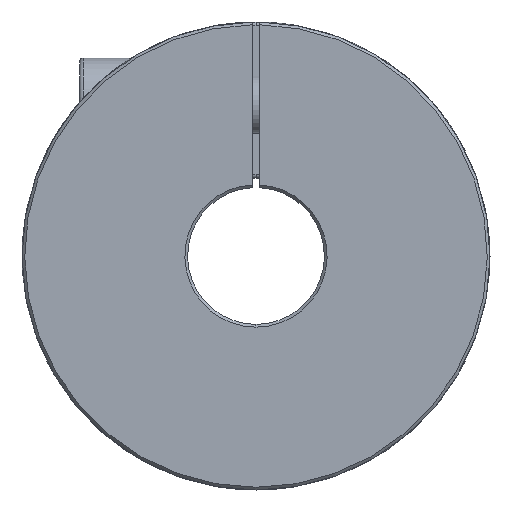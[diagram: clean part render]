
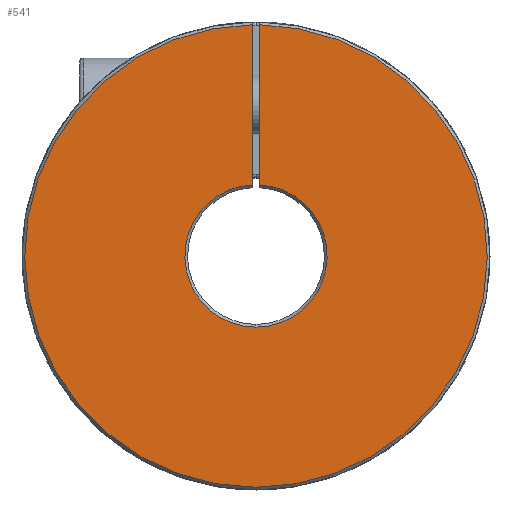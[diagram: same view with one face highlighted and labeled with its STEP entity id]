
A CAD part, left-side view. The second image highlights one B-rep face of the part: STEP entity #541.
In plain terms, the highlighted planar face has unit normal (-1, 0, 0).
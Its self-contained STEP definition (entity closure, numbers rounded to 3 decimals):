
#541 = ADVANCED_FACE ( 'NONE', ( #4201 ), #5417, .T. ) ;
#940 = EDGE_CURVE ( 'NONE', #2374, #2375, #6498, .T. ) ;
#1447 = EDGE_CURVE ( 'NONE', #2415, #2416, #7618, .T. ) ;
#1450 = EDGE_CURVE ( 'NONE', #2415, #2374, #7629, .T. ) ;
#1451 = EDGE_CURVE ( 'NONE', #2414, #2416, #7631, .T. ) ;
#1452 = EDGE_CURVE ( 'NONE', #2375, #2414, #7614, .T. ) ;
#2309 = EDGE_LOOP ( 'NONE', ( #2656, #2657, #2658, #2659, #2660 ) ) ;
#2374 = VERTEX_POINT ( 'NONE', #9218 ) ;
#2375 = VERTEX_POINT ( 'NONE', #9219 ) ;
#2414 = VERTEX_POINT ( 'NONE', #9257 ) ;
#2415 = VERTEX_POINT ( 'NONE', #9258 ) ;
#2416 = VERTEX_POINT ( 'NONE', #9259 ) ;
#2656 = ORIENTED_EDGE ( 'NONE', *, *, #1452, .F. ) ;
#2657 = ORIENTED_EDGE ( 'NONE', *, *, #940, .F. ) ;
#2658 = ORIENTED_EDGE ( 'NONE', *, *, #1450, .F. ) ;
#2659 = ORIENTED_EDGE ( 'NONE', *, *, #1447, .T. ) ;
#2660 = ORIENTED_EDGE ( 'NONE', *, *, #1451, .F. ) ;
#4201 = FACE_OUTER_BOUND ( 'NONE', #2309, .T. ) ;
#5416 = CARTESIAN_POINT ( 'NONE',  ( -45., 0., 0. ) ) ;
#5417 = PLANE ( 'NONE',  #5503 ) ;
#5422 = DIRECTION ( 'NONE',  ( -1., 0., 0. ) ) ;
#5423 = DIRECTION ( 'NONE',  ( 0., 0., -1. ) ) ;
#5503 = AXIS2_PLACEMENT_3D ( 'NONE', #5416, #5422, #5423 ) ;
#5693 = AXIS2_PLACEMENT_3D ( 'NONE', #7279, #7280, #7281 ) ;
#5733 = AXIS2_PLACEMENT_3D ( 'NONE', #8203, #8205, #8206 ) ;
#5735 = AXIS2_PLACEMENT_3D ( 'NONE', #8200, #8201, #8202 ) ;
#6498 = CIRCLE ( 'NONE', #5693, 9.881 ) ;
#7279 = CARTESIAN_POINT ( 'NONE',  ( -45., 0., 0. ) ) ;
#7280 = DIRECTION ( 'NONE',  ( -1., 0., 0. ) ) ;
#7281 = DIRECTION ( 'NONE',  ( 0., 0., -1. ) ) ;
#7614 = LINE ( 'NONE', #8207, #7620 ) ;
#7616 = VECTOR ( 'NONE', #8195, 1000. ) ;
#7618 = LINE ( 'NONE', #8194, #7616 ) ;
#7620 = VECTOR ( 'NONE', #8208, 1000. ) ;
#7629 = CIRCLE ( 'NONE', #5735, 9.881 ) ;
#7631 = CIRCLE ( 'NONE', #5733, 32.119 ) ;
#8194 = CARTESIAN_POINT ( 'NONE',  ( -45., 0.5, 0. ) ) ;
#8195 = DIRECTION ( 'NONE',  ( 0., 0., 1. ) ) ;
#8200 = CARTESIAN_POINT ( 'NONE',  ( -45., 0., 0. ) ) ;
#8201 = DIRECTION ( 'NONE',  ( -1., 0., 0. ) ) ;
#8202 = DIRECTION ( 'NONE',  ( 0., 0., -1. ) ) ;
#8203 = CARTESIAN_POINT ( 'NONE',  ( -45., 0., 0. ) ) ;
#8205 = DIRECTION ( 'NONE',  ( 1., 0., 0. ) ) ;
#8206 = DIRECTION ( 'NONE',  ( 0., 0., -1. ) ) ;
#8207 = CARTESIAN_POINT ( 'NONE',  ( -45., -0.5, 0. ) ) ;
#8208 = DIRECTION ( 'NONE',  ( 0., 0., 1. ) ) ;
#9218 = CARTESIAN_POINT ( 'NONE',  ( -45., 0., -9.881 ) ) ;
#9219 = CARTESIAN_POINT ( 'NONE',  ( -45., -0.5, 9.868 ) ) ;
#9257 = CARTESIAN_POINT ( 'NONE',  ( -45., -0.5, 32.115 ) ) ;
#9258 = CARTESIAN_POINT ( 'NONE',  ( -45., 0.5, 9.868 ) ) ;
#9259 = CARTESIAN_POINT ( 'NONE',  ( -45., 0.5, 32.115 ) ) ;
